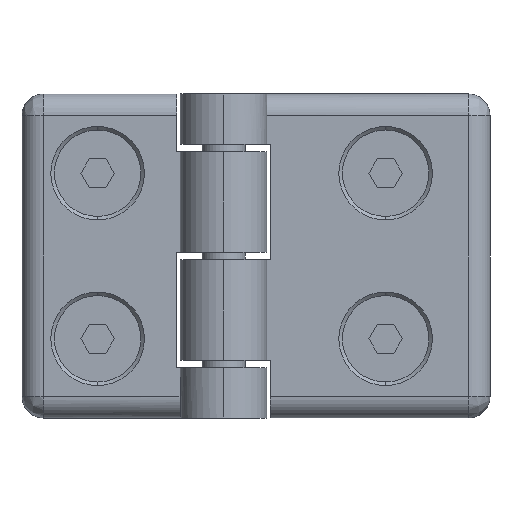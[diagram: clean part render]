
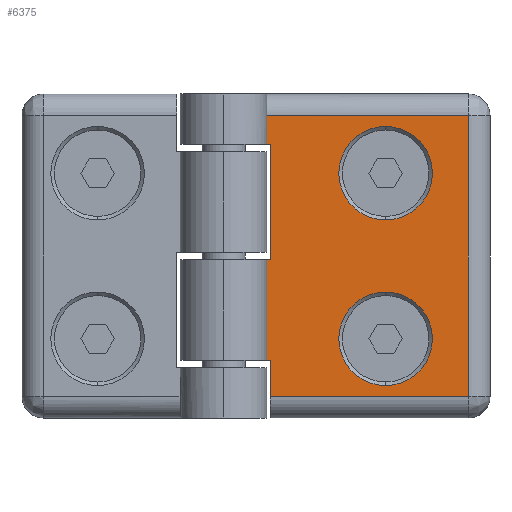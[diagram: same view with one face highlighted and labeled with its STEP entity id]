
A CAD part, front view. The second image highlights one B-rep face of the part: STEP entity #6375.
In plain terms, the highlighted planar face has unit normal (0, -1, 0).
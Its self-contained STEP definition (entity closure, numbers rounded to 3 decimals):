
#36 = AXIS2_PLACEMENT_3D ( 'NONE', #2239, #1074, #7624 ) ;
#184 = LINE ( 'NONE', #1177, #4823 ) ;
#187 = ORIENTED_EDGE ( 'NONE', *, *, #2181, .T. ) ;
#300 = DIRECTION ( 'NONE',  ( 0., 0., 1. ) ) ;
#306 = VECTOR ( 'NONE', #300, 1000. ) ;
#321 = CARTESIAN_POINT ( 'NONE',  ( 22.5, -5., 18. ) ) ;
#491 = LINE ( 'NONE', #4529, #306 ) ;
#511 = VERTEX_POINT ( 'NONE', #1264 ) ;
#545 = LINE ( 'NONE', #4576, #5855 ) ;
#740 = LINE ( 'NONE', #3980, #2644 ) ;
#764 = EDGE_CURVE ( 'NONE', #7143, #1320, #7192, .T. ) ;
#803 = CARTESIAN_POINT ( 'NONE',  ( 37., -5., 19.5 ) ) ;
#892 = VERTEX_POINT ( 'NONE', #5180 ) ;
#896 = CIRCLE ( 'NONE', #7650, 6.5 ) ;
#959 = EDGE_CURVE ( 'NONE', #1523, #892, #4674, .T. ) ;
#1074 = DIRECTION ( 'NONE',  ( 0., -1., 0. ) ) ;
#1094 = LINE ( 'NONE', #1772, #6840 ) ;
#1177 = CARTESIAN_POINT ( 'NONE',  ( 37., -5., -19.5 ) ) ;
#1264 = CARTESIAN_POINT ( 'NONE',  ( 34., -5., 19.5 ) ) ;
#1320 = VERTEX_POINT ( 'NONE', #7652 ) ;
#1378 = CARTESIAN_POINT ( 'NONE',  ( 22.5, -5., 11.5 ) ) ;
#1507 = ORIENTED_EDGE ( 'NONE', *, *, #959, .T. ) ;
#1523 = VERTEX_POINT ( 'NONE', #7755 ) ;
#1655 = VERTEX_POINT ( 'NONE', #7803 ) ;
#1691 = ORIENTED_EDGE ( 'NONE', *, *, #3294, .F. ) ;
#1716 = CARTESIAN_POINT ( 'NONE',  ( 22.5, -5., 5. ) ) ;
#1772 = CARTESIAN_POINT ( 'NONE',  ( 5.916, -5., 22.5 ) ) ;
#1816 = EDGE_CURVE ( 'NONE', #1655, #5654, #5879, .T. ) ;
#1896 = DIRECTION ( 'NONE',  ( 0., 0., -1. ) ) ;
#2097 = ORIENTED_EDGE ( 'NONE', *, *, #7582, .T. ) ;
#2181 = EDGE_CURVE ( 'NONE', #1320, #7143, #4664, .T. ) ;
#2239 = CARTESIAN_POINT ( 'NONE',  ( 37., -5., 22.5 ) ) ;
#2247 = CARTESIAN_POINT ( 'NONE',  ( 22.5, -5., -18. ) ) ;
#2306 = DIRECTION ( 'NONE',  ( 0., 0., -1. ) ) ;
#2321 = FACE_BOUND ( 'NONE', #4507, .T. ) ;
#2445 = ORIENTED_EDGE ( 'NONE', *, *, #2912, .T. ) ;
#2518 = EDGE_CURVE ( 'NONE', #4603, #6402, #896, .T. ) ;
#2644 = VECTOR ( 'NONE', #7593, 1000. ) ;
#2693 = DIRECTION ( 'NONE',  ( 0., 1., 0. ) ) ;
#2755 = ORIENTED_EDGE ( 'NONE', *, *, #5994, .T. ) ;
#2792 = DIRECTION ( 'NONE',  ( 0., 0., 1. ) ) ;
#2801 = CARTESIAN_POINT ( 'NONE',  ( 5.916, -5., 22.5 ) ) ;
#2912 = EDGE_CURVE ( 'NONE', #3965, #4113, #184, .T. ) ;
#2935 = EDGE_CURVE ( 'NONE', #6402, #4603, #6235, .T. ) ;
#2938 = FACE_BOUND ( 'NONE', #3826, .T. ) ;
#2939 = DIRECTION ( 'NONE',  ( 0., 0., -1. ) ) ;
#2952 = ORIENTED_EDGE ( 'NONE', *, *, #4622, .T. ) ;
#2997 = AXIS2_PLACEMENT_3D ( 'NONE', #4958, #7398, #1896 ) ;
#3049 = VECTOR ( 'NONE', #4780, 1000. ) ;
#3211 = ORIENTED_EDGE ( 'NONE', *, *, #1816, .F. ) ;
#3294 = EDGE_CURVE ( 'NONE', #5654, #892, #740, .T. ) ;
#3306 = DIRECTION ( 'NONE',  ( 0., 0., -1. ) ) ;
#3336 = EDGE_CURVE ( 'NONE', #4113, #511, #545, .T. ) ;
#3391 = VERTEX_POINT ( 'NONE', #5952 ) ;
#3729 = FACE_OUTER_BOUND ( 'NONE', #7208, .T. ) ;
#3748 = VERTEX_POINT ( 'NONE', #6889 ) ;
#3826 = EDGE_LOOP ( 'NONE', ( #5287, #5375 ) ) ;
#3853 = LINE ( 'NONE', #2801, #4629 ) ;
#3860 = VECTOR ( 'NONE', #6737, 1000. ) ;
#3881 = CARTESIAN_POINT ( 'NONE',  ( 22.5, -5., -11.5 ) ) ;
#3965 = VERTEX_POINT ( 'NONE', #3999 ) ;
#3980 = CARTESIAN_POINT ( 'NONE',  ( 6.5, -5., 22.5 ) ) ;
#3999 = CARTESIAN_POINT ( 'NONE',  ( 6.5, -5., -19.5 ) ) ;
#4090 = PLANE ( 'NONE',  #36 ) ;
#4113 = VERTEX_POINT ( 'NONE', #7793 ) ;
#4147 = LINE ( 'NONE', #7385, #3860 ) ;
#4168 = VERTEX_POINT ( 'NONE', #5419 ) ;
#4273 = EDGE_CURVE ( 'NONE', #4168, #3391, #4147, .T. ) ;
#4345 = CARTESIAN_POINT ( 'NONE',  ( 37., -5., -0.5 ) ) ;
#4507 = EDGE_LOOP ( 'NONE', ( #5866, #187 ) ) ;
#4529 = CARTESIAN_POINT ( 'NONE',  ( 6.5, -5., 22.5 ) ) ;
#4551 = ORIENTED_EDGE ( 'NONE', *, *, #4273, .F. ) ;
#4576 = CARTESIAN_POINT ( 'NONE',  ( 34., -5., 22.5 ) ) ;
#4603 = VERTEX_POINT ( 'NONE', #321 ) ;
#4622 = EDGE_CURVE ( 'NONE', #3748, #1523, #3853, .T. ) ;
#4629 = VECTOR ( 'NONE', #7002, 1000. ) ;
#4664 = CIRCLE ( 'NONE', #6474, 6.5 ) ;
#4674 = LINE ( 'NONE', #5333, #3049 ) ;
#4780 = DIRECTION ( 'NONE',  ( 1., 0., 0. ) ) ;
#4823 = VECTOR ( 'NONE', #7206, 1000. ) ;
#4952 = DIRECTION ( 'NONE',  ( 1., 0., 0. ) ) ;
#4958 = CARTESIAN_POINT ( 'NONE',  ( 22.5, -5., 11.5 ) ) ;
#5104 = DIRECTION ( 'NONE',  ( 0., 0., -1. ) ) ;
#5180 = CARTESIAN_POINT ( 'NONE',  ( 6.5, -5., 15.5 ) ) ;
#5287 = ORIENTED_EDGE ( 'NONE', *, *, #2935, .T. ) ;
#5322 = CARTESIAN_POINT ( 'NONE',  ( 22.5, -5., -11.5 ) ) ;
#5333 = CARTESIAN_POINT ( 'NONE',  ( 37., -5., 15.5 ) ) ;
#5375 = ORIENTED_EDGE ( 'NONE', *, *, #2518, .T. ) ;
#5419 = CARTESIAN_POINT ( 'NONE',  ( 6.5, -5., -14.5 ) ) ;
#5654 = VERTEX_POINT ( 'NONE', #7475 ) ;
#5693 = VECTOR ( 'NONE', #4952, 1000. ) ;
#5715 = VECTOR ( 'NONE', #6876, 1000. ) ;
#5850 = ORIENTED_EDGE ( 'NONE', *, *, #3336, .T. ) ;
#5855 = VECTOR ( 'NONE', #2792, 1000. ) ;
#5866 = ORIENTED_EDGE ( 'NONE', *, *, #764, .T. ) ;
#5879 = LINE ( 'NONE', #4345, #5693 ) ;
#5952 = CARTESIAN_POINT ( 'NONE',  ( 5.916, -5., -14.5 ) ) ;
#5994 = EDGE_CURVE ( 'NONE', #1655, #3391, #1094, .T. ) ;
#6198 = DIRECTION ( 'NONE',  ( 0., 1., 0. ) ) ;
#6224 = ORIENTED_EDGE ( 'NONE', *, *, #7727, .F. ) ;
#6235 = CIRCLE ( 'NONE', #2997, 6.5 ) ;
#6375 = ADVANCED_FACE ( 'NONE', ( #2938, #2321, #3729 ), #4090, .T. ) ;
#6402 = VERTEX_POINT ( 'NONE', #1716 ) ;
#6474 = AXIS2_PLACEMENT_3D ( 'NONE', #5322, #7064, #2306 ) ;
#6737 = DIRECTION ( 'NONE',  ( -1., 0., 0. ) ) ;
#6771 = AXIS2_PLACEMENT_3D ( 'NONE', #3881, #2693, #3306 ) ;
#6840 = VECTOR ( 'NONE', #2939, 1000. ) ;
#6876 = DIRECTION ( 'NONE',  ( -1., 0., 0. ) ) ;
#6889 = CARTESIAN_POINT ( 'NONE',  ( 5.916, -5., 19.5 ) ) ;
#7002 = DIRECTION ( 'NONE',  ( 0., 0., -1. ) ) ;
#7064 = DIRECTION ( 'NONE',  ( 0., 1., 0. ) ) ;
#7143 = VERTEX_POINT ( 'NONE', #2247 ) ;
#7192 = CIRCLE ( 'NONE', #6771, 6.5 ) ;
#7206 = DIRECTION ( 'NONE',  ( 1., 0., 0. ) ) ;
#7208 = EDGE_LOOP ( 'NONE', ( #2952, #1507, #1691, #3211, #2755, #4551, #6224, #2445, #5850, #2097 ) ) ;
#7385 = CARTESIAN_POINT ( 'NONE',  ( 37., -5., -14.5 ) ) ;
#7398 = DIRECTION ( 'NONE',  ( 0., 1., 0. ) ) ;
#7475 = CARTESIAN_POINT ( 'NONE',  ( 6.5, -5., -0.5 ) ) ;
#7496 = LINE ( 'NONE', #803, #5715 ) ;
#7582 = EDGE_CURVE ( 'NONE', #511, #3748, #7496, .T. ) ;
#7593 = DIRECTION ( 'NONE',  ( 0., 0., 1. ) ) ;
#7624 = DIRECTION ( 'NONE',  ( 0., 0., -1. ) ) ;
#7650 = AXIS2_PLACEMENT_3D ( 'NONE', #1378, #6198, #5104 ) ;
#7652 = CARTESIAN_POINT ( 'NONE',  ( 22.5, -5., -5. ) ) ;
#7727 = EDGE_CURVE ( 'NONE', #3965, #4168, #491, .T. ) ;
#7755 = CARTESIAN_POINT ( 'NONE',  ( 5.916, -5., 15.5 ) ) ;
#7793 = CARTESIAN_POINT ( 'NONE',  ( 34., -5., -19.5 ) ) ;
#7803 = CARTESIAN_POINT ( 'NONE',  ( 5.916, -5., -0.5 ) ) ;
